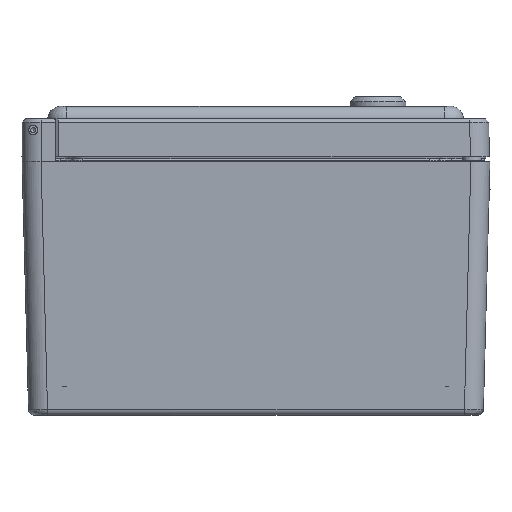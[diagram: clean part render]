
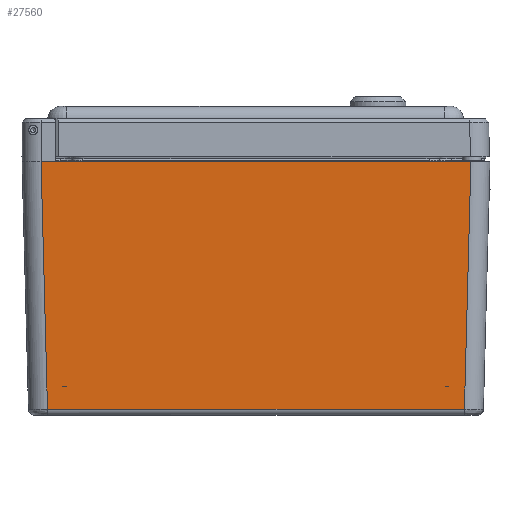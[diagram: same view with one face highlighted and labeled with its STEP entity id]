
A CAD part, front view. The second image highlights one B-rep face of the part: STEP entity #27560.
In plain terms, the highlighted planar face has unit normal (0, -1, -0.026).
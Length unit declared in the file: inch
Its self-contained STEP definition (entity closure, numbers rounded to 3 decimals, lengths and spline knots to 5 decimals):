
#683 = VERTEX_POINT ( 'NONE', #4201 ) ;
#870 = ORIENTED_EDGE ( 'NONE', *, *, #9763, .T. ) ;
#1571 = CARTESIAN_POINT ( 'NONE',  ( 4.48438, -5.6153, 5. ) ) ;
#2967 = CARTESIAN_POINT ( 'NONE',  ( 2.24219, -5.48756, 0.12173 ) ) ;
#3863 = CARTESIAN_POINT ( 'NONE',  ( -4.2403, -5.6153, 5. ) ) ;
#4201 = CARTESIAN_POINT ( 'NONE',  ( -4.24043, -5.6153, 5. ) ) ;
#4936 = VECTOR ( 'NONE', #20642, 39.37008 ) ;
#5233 = AXIS2_PLACEMENT_3D ( 'NONE', #56577, #20506, #29456 ) ;
#5586 = AXIS2_PLACEMENT_3D ( 'NONE', #16268, #16062, #52121 ) ;
#6130 = EDGE_CURVE ( 'NONE', #40099, #12741, #28412, .T. ) ;
#7130 = DIRECTION ( 'NONE',  ( 0.026, 0.026, -0.999 ) ) ;
#9756 = EDGE_CURVE ( 'NONE', #683, #34999, #12850, .T. ) ;
#9763 = EDGE_CURVE ( 'NONE', #683, #16954, #12163, .T. ) ;
#12163 = LINE ( 'NONE', #20883, #45768 ) ;
#12741 = VERTEX_POINT ( 'NONE', #44777 ) ;
#12850 = CIRCLE ( 'NONE', #5586, 0.375 ) ;
#15830 = ORIENTED_EDGE ( 'NONE', *, *, #9756, .F. ) ;
#16062 = DIRECTION ( 'NONE',  ( 0., 0., 1. ) ) ;
#16268 = CARTESIAN_POINT ( 'NONE',  ( -4.2403, -5.2403, 5. ) ) ;
#16294 = VECTOR ( 'NONE', #47623, 39.37008 ) ;
#16954 = VERTEX_POINT ( 'NONE', #25333 ) ;
#17622 = EDGE_LOOP ( 'NONE', ( #15830, #870, #57689, #49283, #25310, #19098 ) ) ;
#18378 = EDGE_CURVE ( 'NONE', #40777, #16954, #39814, .T. ) ;
#19098 = ORIENTED_EDGE ( 'NONE', *, *, #40125, .T. ) ;
#20506 = DIRECTION ( 'NONE',  ( 0., -1., -0.026 ) ) ;
#20642 = DIRECTION ( 'NONE',  ( -1., 0., 0. ) ) ;
#20883 = CARTESIAN_POINT ( 'NONE',  ( -4.24043, -5.6153, 5. ) ) ;
#25310 = ORIENTED_EDGE ( 'NONE', *, *, #6130, .T. ) ;
#25333 = CARTESIAN_POINT ( 'NONE',  ( -4.11269, -5.48756, 0.12173 ) ) ;
#26494 = EDGE_CURVE ( 'NONE', #40099, #40777, #45405, .T. ) ;
#27560 = ADVANCED_FACE ( 'NONE', ( #36128 ), #56776, .T. ) ;
#27693 = VECTOR ( 'NONE', #34788, 39.37008 ) ;
#28412 = LINE ( 'NONE', #1571, #16294 ) ;
#29456 = DIRECTION ( 'NONE',  ( 0., -0.026, 1. ) ) ;
#29786 = CARTESIAN_POINT ( 'NONE',  ( 4.24043, -5.6153, 5. ) ) ;
#33034 = CARTESIAN_POINT ( 'NONE',  ( 4.106, -5.48088, -0.13361 ) ) ;
#33194 = VECTOR ( 'NONE', #42618, 39.37008 ) ;
#34788 = DIRECTION ( 'NONE',  ( -1., 0., 0. ) ) ;
#34999 = VERTEX_POINT ( 'NONE', #3863 ) ;
#36128 = FACE_OUTER_BOUND ( 'NONE', #17622, .T. ) ;
#36276 = LINE ( 'NONE', #48053, #4936 ) ;
#39814 = LINE ( 'NONE', #2967, #27693 ) ;
#40099 = VERTEX_POINT ( 'NONE', #29786 ) ;
#40125 = EDGE_CURVE ( 'NONE', #12741, #34999, #36276, .T. ) ;
#40777 = VERTEX_POINT ( 'NONE', #53794 ) ;
#42618 = DIRECTION ( 'NONE',  ( -0.026, 0.026, -0.999 ) ) ;
#44777 = CARTESIAN_POINT ( 'NONE',  ( -3.95905, -5.6153, 5. ) ) ;
#45405 = LINE ( 'NONE', #33034, #33194 ) ;
#45768 = VECTOR ( 'NONE', #7130, 39.37008 ) ;
#47623 = DIRECTION ( 'NONE',  ( -1., 0., 0. ) ) ;
#48053 = CARTESIAN_POINT ( 'NONE',  ( 4.48438, -5.6153, 5. ) ) ;
#49283 = ORIENTED_EDGE ( 'NONE', *, *, #26494, .F. ) ;
#52121 = DIRECTION ( 'NONE',  ( 0., 1., 0. ) ) ;
#53794 = CARTESIAN_POINT ( 'NONE',  ( 4.11269, -5.48756, 0.12173 ) ) ;
#56577 = CARTESIAN_POINT ( 'NONE',  ( 4.48438, -5.48438, 0. ) ) ;
#56776 = PLANE ( 'NONE',  #5233 ) ;
#57689 = ORIENTED_EDGE ( 'NONE', *, *, #18378, .F. ) ;
